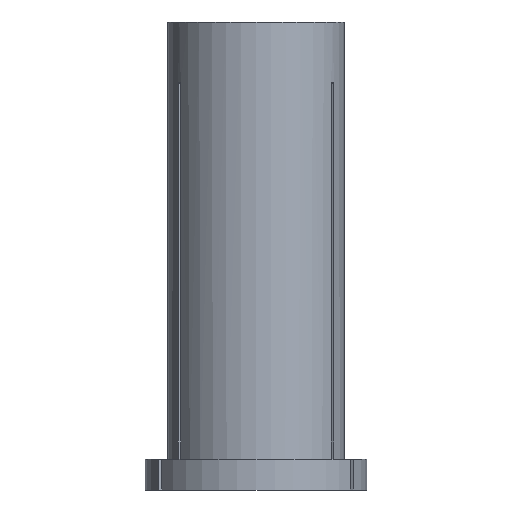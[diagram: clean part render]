
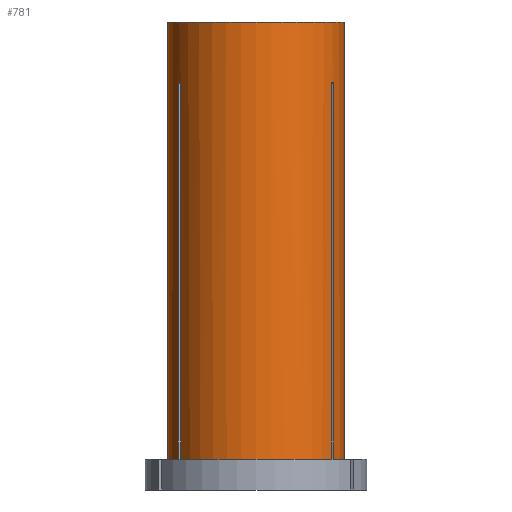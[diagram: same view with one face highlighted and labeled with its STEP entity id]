
A CAD part, front view. The second image highlights one B-rep face of the part: STEP entity #781.
In plain terms, the highlighted cylindrical face has radius 10 mm (diameter 20 mm), a partial arc.
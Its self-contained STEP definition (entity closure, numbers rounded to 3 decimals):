
#26 = CARTESIAN_POINT ( 'NONE',  ( -8.506, -5.258, -6.812 ) ) ;
#33 = CARTESIAN_POINT ( 'NONE',  ( -8.559, -5.172, -6.81 ) ) ;
#36 = CARTESIAN_POINT ( 'NONE',  ( -8.662, -5., -6.808 ) ) ;
#38 = EDGE_CURVE ( 'NONE', #1155, #1131, #115, .T. ) ;
#41 = CARTESIAN_POINT ( 'NONE',  ( 0., 0., -49.4 ) ) ;
#42 = EDGE_CURVE ( 'NONE', #1155, #698, #54, .T. ) ;
#51 = CARTESIAN_POINT ( 'NONE',  ( 10., 0., 0. ) ) ;
#53 = ORIENTED_EDGE ( 'NONE', *, *, #888, .T. ) ;
#54 = LINE ( 'NONE', #72, #686 ) ;
#70 = DIRECTION ( 'NONE',  ( 0., 0., 1. ) ) ;
#72 = CARTESIAN_POINT ( 'NONE',  ( 8.806, -4.738, 0. ) ) ;
#78 = DIRECTION ( 'NONE',  ( 1., 0., 0. ) ) ;
#98 = CARTESIAN_POINT ( 'NONE',  ( 8.506, -5.258, -49.4 ) ) ;
#109 = VECTOR ( 'NONE', #582, 1000. ) ;
#111 = VERTEX_POINT ( 'NONE', #51 ) ;
#115 = CIRCLE ( 'NONE', #1251, 10. ) ;
#143 = AXIS2_PLACEMENT_3D ( 'NONE', #255, #768, #149 ) ;
#148 = VECTOR ( 'NONE', #991, 1000. ) ;
#149 = DIRECTION ( 'NONE',  ( 1., 0., 0. ) ) ;
#179 = DIRECTION ( 'NONE',  ( 1., 0., 0. ) ) ;
#182 = DIRECTION ( 'NONE',  ( 0., 0., 1. ) ) ;
#185 = CARTESIAN_POINT ( 'NONE',  ( 0., 0., -49.4 ) ) ;
#190 = CARTESIAN_POINT ( 'NONE',  ( -8.506, -5.258, -6.812 ) ) ;
#193 = CARTESIAN_POINT ( 'NONE',  ( -8.506, -5.258, -49.4 ) ) ;
#194 = EDGE_CURVE ( 'NONE', #922, #859, #244, .T. ) ;
#204 = CARTESIAN_POINT ( 'NONE',  ( 8.806, -4.738, -49.4 ) ) ;
#207 = VERTEX_POINT ( 'NONE', #803 ) ;
#244 = CIRCLE ( 'NONE', #1123, 10. ) ;
#255 = CARTESIAN_POINT ( 'NONE',  ( 0., 0., -49.4 ) ) ;
#260 = VECTOR ( 'NONE', #371, 1000. ) ;
#288 = CARTESIAN_POINT ( 'NONE',  ( 8.559, -5.173, -6.81 ) ) ;
#309 = CARTESIAN_POINT ( 'NONE',  ( -8.759, -4.826, -6.81 ) ) ;
#315 = CARTESIAN_POINT ( 'NONE',  ( -8.806, -4.738, -6.812 ) ) ;
#334 = VERTEX_POINT ( 'NONE', #1010 ) ;
#367 = AXIS2_PLACEMENT_3D ( 'NONE', #770, #631, #78 ) ;
#371 = DIRECTION ( 'NONE',  ( 0., 0., 1. ) ) ;
#378 = CARTESIAN_POINT ( 'NONE',  ( -8.806, -4.738, 0. ) ) ;
#453 = VECTOR ( 'NONE', #1239, 1000. ) ;
#478 = CARTESIAN_POINT ( 'NONE',  ( -10., 0., 0. ) ) ;
#486 = ORIENTED_EDGE ( 'NONE', *, *, #1044, .T. ) ;
#495 = CIRCLE ( 'NONE', #661, 10. ) ;
#514 = CARTESIAN_POINT ( 'NONE',  ( 10., 0., -49.4 ) ) ;
#532 = EDGE_CURVE ( 'NONE', #334, #111, #495, .T. ) ;
#553 = ORIENTED_EDGE ( 'NONE', *, *, #933, .F. ) ;
#563 = CARTESIAN_POINT ( 'NONE',  ( 10., 0., 0. ) ) ;
#565 = CARTESIAN_POINT ( 'NONE',  ( 8.506, -5.258, 0. ) ) ;
#568 = CARTESIAN_POINT ( 'NONE',  ( 8.806, -4.738, -6.812 ) ) ;
#572 = CARTESIAN_POINT ( 'NONE',  ( 8.506, -5.258, -6.812 ) ) ;
#573 = CARTESIAN_POINT ( 'NONE',  ( -8.806, -4.738, -49.4 ) ) ;
#577 = CARTESIAN_POINT ( 'NONE',  ( 8.661, -5.001, -6.808 ) ) ;
#582 = DIRECTION ( 'NONE',  ( 0., 0., 1. ) ) ;
#603 = CARTESIAN_POINT ( 'NONE',  ( 8.806, -4.738, -6.812 ) ) ;
#607 = B_SPLINE_CURVE_WITH_KNOTS ( 'NONE', 3,
 ( #315, #309, #36, #33, #26 ),
 .UNSPECIFIED., .F., .F.,
 ( 4, 1, 4 ),
 ( 0.059, 0.059, 0.06 ),
 .UNSPECIFIED. ) ;
#629 = CARTESIAN_POINT ( 'NONE',  ( -8.506, -5.258, 0. ) ) ;
#631 = DIRECTION ( 'NONE',  ( 0., 0., 1. ) ) ;
#648 = CARTESIAN_POINT ( 'NONE',  ( 8.759, -4.826, -6.81 ) ) ;
#655 = CARTESIAN_POINT ( 'NONE',  ( 8.506, -5.258, -6.812 ) ) ;
#661 = AXIS2_PLACEMENT_3D ( 'NONE', #1188, #1195, #1200 ) ;
#686 = VECTOR ( 'NONE', #1012, 1000. ) ;
#692 = CYLINDRICAL_SURFACE ( 'NONE', #367, 10. ) ;
#698 = VERTEX_POINT ( 'NONE', #568 ) ;
#701 = EDGE_CURVE ( 'NONE', #859, #881, #850, .T. ) ;
#743 = ORIENTED_EDGE ( 'NONE', *, *, #1032, .F. ) ;
#751 = B_SPLINE_CURVE_WITH_KNOTS ( 'NONE', 3,
 ( #572, #288, #577, #648, #603 ),
 .UNSPECIFIED., .F., .F.,
 ( 4, 1, 4 ),
 ( 0.065, 0.065, 0.065 ),
 .UNSPECIFIED. ) ;
#759 = DIRECTION ( 'NONE',  ( 1., 0., 0. ) ) ;
#768 = DIRECTION ( 'NONE',  ( 0., 0., 1. ) ) ;
#769 = EDGE_CURVE ( 'NONE', #207, #1140, #607, .T. ) ;
#770 = CARTESIAN_POINT ( 'NONE',  ( 0., 0., 0. ) ) ;
#781 = ADVANCED_FACE ( 'NONE', ( #1019 ), #692, .T. ) ;
#786 = ORIENTED_EDGE ( 'NONE', *, *, #194, .T. ) ;
#803 = CARTESIAN_POINT ( 'NONE',  ( -8.806, -4.738, -6.812 ) ) ;
#812 = EDGE_CURVE ( 'NONE', #1089, #207, #904, .T. ) ;
#850 = LINE ( 'NONE', #565, #109 ) ;
#859 = VERTEX_POINT ( 'NONE', #98 ) ;
#881 = VERTEX_POINT ( 'NONE', #655 ) ;
#888 = EDGE_CURVE ( 'NONE', #881, #698, #751, .T. ) ;
#890 = ORIENTED_EDGE ( 'NONE', *, *, #769, .T. ) ;
#904 = LINE ( 'NONE', #378, #260 ) ;
#918 = ORIENTED_EDGE ( 'NONE', *, *, #42, .F. ) ;
#921 = EDGE_CURVE ( 'NONE', #1078, #1089, #1043, .T. ) ;
#922 = VERTEX_POINT ( 'NONE', #193 ) ;
#926 = ORIENTED_EDGE ( 'NONE', *, *, #921, .T. ) ;
#933 = EDGE_CURVE ( 'NONE', #922, #1140, #1237, .T. ) ;
#958 = ORIENTED_EDGE ( 'NONE', *, *, #812, .T. ) ;
#991 = DIRECTION ( 'NONE',  ( 0., 0., 1. ) ) ;
#1010 = CARTESIAN_POINT ( 'NONE',  ( -10., 0., 0. ) ) ;
#1012 = DIRECTION ( 'NONE',  ( 0., 0., 1. ) ) ;
#1019 = FACE_OUTER_BOUND ( 'NONE', #1138, .T. ) ;
#1028 = VECTOR ( 'NONE', #1073, 1000. ) ;
#1032 = EDGE_CURVE ( 'NONE', #1078, #334, #1265, .T. ) ;
#1043 = CIRCLE ( 'NONE', #143, 10. ) ;
#1044 = EDGE_CURVE ( 'NONE', #1131, #111, #1211, .T. ) ;
#1073 = DIRECTION ( 'NONE',  ( 0., 0., 1. ) ) ;
#1078 = VERTEX_POINT ( 'NONE', #1187 ) ;
#1089 = VERTEX_POINT ( 'NONE', #573 ) ;
#1093 = ORIENTED_EDGE ( 'NONE', *, *, #532, .F. ) ;
#1121 = ORIENTED_EDGE ( 'NONE', *, *, #701, .T. ) ;
#1123 = AXIS2_PLACEMENT_3D ( 'NONE', #41, #70, #179 ) ;
#1131 = VERTEX_POINT ( 'NONE', #514 ) ;
#1138 = EDGE_LOOP ( 'NONE', ( #743, #926, #958, #890, #553, #786, #1121, #53, #918, #1160, #486, #1093 ) ) ;
#1140 = VERTEX_POINT ( 'NONE', #190 ) ;
#1155 = VERTEX_POINT ( 'NONE', #204 ) ;
#1160 = ORIENTED_EDGE ( 'NONE', *, *, #38, .T. ) ;
#1187 = CARTESIAN_POINT ( 'NONE',  ( -10., 0., -49.4 ) ) ;
#1188 = CARTESIAN_POINT ( 'NONE',  ( 0., 0., 0. ) ) ;
#1195 = DIRECTION ( 'NONE',  ( 0., 0., 1. ) ) ;
#1200 = DIRECTION ( 'NONE',  ( 1., 0., 0. ) ) ;
#1211 = LINE ( 'NONE', #563, #453 ) ;
#1237 = LINE ( 'NONE', #629, #1028 ) ;
#1239 = DIRECTION ( 'NONE',  ( 0., 0., 1. ) ) ;
#1251 = AXIS2_PLACEMENT_3D ( 'NONE', #185, #182, #759 ) ;
#1265 = LINE ( 'NONE', #478, #148 ) ;
